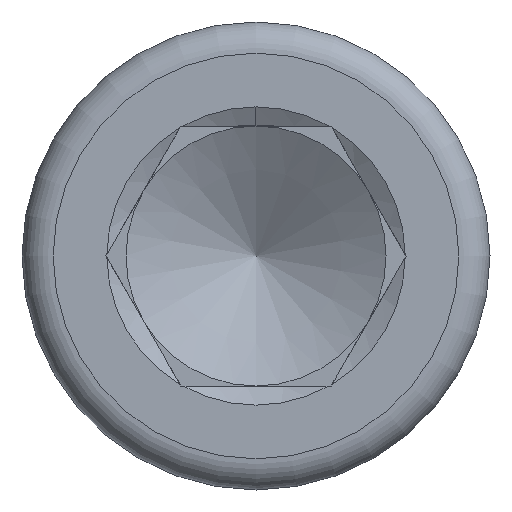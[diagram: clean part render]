
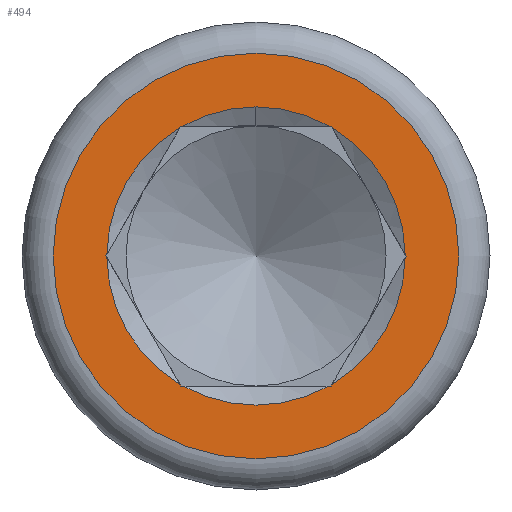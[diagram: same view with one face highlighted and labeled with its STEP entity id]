
A CAD part, left-side view. The second image highlights one B-rep face of the part: STEP entity #494.
In plain terms, the highlighted planar face has unit normal (-1, 0, 0).
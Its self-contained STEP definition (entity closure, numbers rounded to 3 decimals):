
#61=CIRCLE('',#524,5.735);
#62=CIRCLE('',#526,5.735);
#63=CIRCLE('',#528,5.735);
#64=CIRCLE('',#530,5.735);
#65=CIRCLE('',#532,5.735);
#66=CIRCLE('',#534,5.735);
#67=CIRCLE('',#536,7.8);
#68=CIRCLE('',#537,5.735);
#96=VERTEX_POINT('',#741);
#98=VERTEX_POINT('',#744);
#99=VERTEX_POINT('',#750);
#100=VERTEX_POINT('',#751);
#101=VERTEX_POINT('',#757);
#102=VERTEX_POINT('',#758);
#103=VERTEX_POINT('',#764);
#104=VERTEX_POINT('',#765);
#105=VERTEX_POINT('',#771);
#106=VERTEX_POINT('',#772);
#107=VERTEX_POINT('',#778);
#108=VERTEX_POINT('',#779);
#109=VERTEX_POINT('',#785);
#110=VERTEX_POINT('',#787);
#111=VERTEX_POINT('',#788);
#112=VERTEX_POINT('',#791);
#113=VERTEX_POINT('',#794);
#114=VERTEX_POINT('',#797);
#115=VERTEX_POINT('',#800);
#116=VERTEX_POINT('',#803);
#142=VECTOR('',#625,1.);
#143=VECTOR('',#626,1.);
#144=VECTOR('',#627,1.);
#145=VECTOR('',#628,1.);
#146=VECTOR('',#629,1.);
#147=VECTOR('',#630,1.);
#148=VECTOR('',#631,1.);
#149=VECTOR('',#632,1.);
#150=VECTOR('',#633,1.);
#151=VECTOR('',#634,1.);
#152=VECTOR('',#635,1.);
#153=VECTOR('',#636,1.);
#178=LINE('',#786,#142);
#179=LINE('',#789,#143);
#180=LINE('',#790,#144);
#181=LINE('',#792,#145);
#182=LINE('',#793,#146);
#183=LINE('',#795,#147);
#184=LINE('',#796,#148);
#185=LINE('',#798,#149);
#186=LINE('',#799,#150);
#187=LINE('',#801,#151);
#188=LINE('',#802,#152);
#189=LINE('',#804,#153);
#219=EDGE_CURVE('',#98,#96,#61,.T.);
#221=EDGE_CURVE('',#99,#100,#62,.T.);
#223=EDGE_CURVE('',#101,#102,#63,.T.);
#225=EDGE_CURVE('',#103,#104,#64,.F.);
#227=EDGE_CURVE('',#105,#106,#65,.F.);
#229=EDGE_CURVE('',#107,#108,#66,.T.);
#231=EDGE_CURVE('',#109,#109,#67,.T.);
#232=EDGE_CURVE('',#110,#111,#178,.T.);
#233=EDGE_CURVE('',#110,#99,#179,.F.);
#234=EDGE_CURVE('',#112,#100,#180,.T.);
#235=EDGE_CURVE('',#112,#101,#181,.F.);
#236=EDGE_CURVE('',#113,#102,#182,.T.);
#237=EDGE_CURVE('',#113,#104,#183,.F.);
#238=EDGE_CURVE('',#114,#103,#184,.T.);
#239=EDGE_CURVE('',#114,#106,#185,.F.);
#240=EDGE_CURVE('',#115,#105,#186,.T.);
#241=EDGE_CURVE('',#115,#107,#187,.F.);
#242=EDGE_CURVE('',#116,#108,#188,.T.);
#243=EDGE_CURVE('',#116,#98,#189,.F.);
#244=EDGE_CURVE('',#96,#111,#68,.F.);
#303=ORIENTED_EDGE('',*,*,#231,.F.);
#304=ORIENTED_EDGE('',*,*,#232,.F.);
#305=ORIENTED_EDGE('',*,*,#233,.T.);
#306=ORIENTED_EDGE('',*,*,#221,.T.);
#307=ORIENTED_EDGE('',*,*,#234,.F.);
#308=ORIENTED_EDGE('',*,*,#235,.T.);
#309=ORIENTED_EDGE('',*,*,#223,.T.);
#310=ORIENTED_EDGE('',*,*,#236,.F.);
#311=ORIENTED_EDGE('',*,*,#237,.T.);
#312=ORIENTED_EDGE('',*,*,#225,.F.);
#313=ORIENTED_EDGE('',*,*,#238,.F.);
#314=ORIENTED_EDGE('',*,*,#239,.T.);
#315=ORIENTED_EDGE('',*,*,#227,.F.);
#316=ORIENTED_EDGE('',*,*,#240,.F.);
#317=ORIENTED_EDGE('',*,*,#241,.T.);
#318=ORIENTED_EDGE('',*,*,#229,.T.);
#319=ORIENTED_EDGE('',*,*,#242,.F.);
#320=ORIENTED_EDGE('',*,*,#243,.T.);
#321=ORIENTED_EDGE('',*,*,#219,.T.);
#322=ORIENTED_EDGE('',*,*,#244,.T.);
#430=EDGE_LOOP('',(#303));
#431=EDGE_LOOP('',(#304,#305,#306,#307,#308,#309,#310,#311,#312,#313,#314,
#315,#316,#317,#318,#319,#320,#321,#322));
#462=FACE_BOUND('',#430,.T.);
#463=FACE_BOUND('',#431,.T.);
#494=ADVANCED_FACE('',(#462,#463),#875,.F.);
#524=AXIS2_PLACEMENT_3D('',#743,#600,#601);
#526=AXIS2_PLACEMENT_3D('',#749,#604,#605);
#528=AXIS2_PLACEMENT_3D('',#756,#608,#609);
#530=AXIS2_PLACEMENT_3D('',#763,#612,#613);
#532=AXIS2_PLACEMENT_3D('',#770,#616,#617);
#534=AXIS2_PLACEMENT_3D('',#777,#620,#621);
#535=AXIS2_PLACEMENT_3D('',#783,#622,$);
#536=AXIS2_PLACEMENT_3D('',#784,#623,#624);
#537=AXIS2_PLACEMENT_3D('',#805,#637,#638);
#600=DIRECTION('',(1.,0.,0.));
#601=DIRECTION('',(0.,0.,5.735));
#604=DIRECTION('',(1.,0.,0.));
#605=DIRECTION('',(0.,0.,5.735));
#608=DIRECTION('',(1.,0.,0.));
#609=DIRECTION('',(0.,0.,5.735));
#612=DIRECTION('',(1.,0.,0.));
#613=DIRECTION('',(0.,0.,5.735));
#616=DIRECTION('',(1.,0.,0.));
#617=DIRECTION('',(0.,0.,5.735));
#620=DIRECTION('',(1.,0.,0.));
#621=DIRECTION('',(0.,0.,5.735));
#622=DIRECTION('',(1.,0.,0.));
#623=DIRECTION('',(1.,0.,0.));
#624=DIRECTION('',(0.,0.,-7.8));
#625=DIRECTION('',(0.,1.,0.));
#626=DIRECTION('',(0.,0.5,0.866));
#627=DIRECTION('',(0.,0.5,0.866));
#628=DIRECTION('',(0.,-0.5,0.866));
#629=DIRECTION('',(0.,-0.5,0.866));
#630=DIRECTION('',(0.,-1.,0.));
#631=DIRECTION('',(0.,-1.,0.));
#632=DIRECTION('',(0.,-0.5,-0.866));
#633=DIRECTION('',(0.,-0.5,-0.866));
#634=DIRECTION('',(0.,0.5,-0.866));
#635=DIRECTION('',(0.,0.5,-0.866));
#636=DIRECTION('',(0.,1.,0.));
#637=DIRECTION('',(-1.,0.,0.));
#638=DIRECTION('',(0.,0.,5.735));
#741=CARTESIAN_POINT('',(-12.,0.,5.735));
#743=CARTESIAN_POINT('',(-12.,0.,0.));
#744=CARTESIAN_POINT('',(-12.,2.809,5.));
#749=CARTESIAN_POINT('',(-12.,0.,0.));
#750=CARTESIAN_POINT('',(-12.,-2.926,4.933));
#751=CARTESIAN_POINT('',(-12.,-5.735,0.067));
#756=CARTESIAN_POINT('',(-12.,0.,0.));
#757=CARTESIAN_POINT('',(-12.,-5.735,-0.067));
#758=CARTESIAN_POINT('',(-12.,-2.926,-4.933));
#763=CARTESIAN_POINT('',(-12.,0.,0.));
#764=CARTESIAN_POINT('',(-12.,2.809,-5.));
#765=CARTESIAN_POINT('',(-12.,-2.809,-5.));
#770=CARTESIAN_POINT('',(-12.,0.,0.));
#771=CARTESIAN_POINT('',(-12.,5.735,-0.067));
#772=CARTESIAN_POINT('',(-12.,2.926,-4.933));
#777=CARTESIAN_POINT('',(-12.,0.,0.));
#778=CARTESIAN_POINT('',(-12.,5.735,0.067));
#779=CARTESIAN_POINT('',(-12.,2.926,4.933));
#783=CARTESIAN_POINT('',(-12.,0.,0.));
#784=CARTESIAN_POINT('',(-12.,0.,0.));
#785=CARTESIAN_POINT('',(-12.,0.,-7.8));
#786=CARTESIAN_POINT('',(-12.,1.443,5.));
#787=CARTESIAN_POINT('',(-12.,-2.887,5.));
#788=CARTESIAN_POINT('',(-12.,-2.809,5.));
#789=CARTESIAN_POINT('',(-12.,-3.608,3.75));
#790=CARTESIAN_POINT('',(-12.,-3.608,3.75));
#791=CARTESIAN_POINT('',(-12.,-5.774,0.));
#792=CARTESIAN_POINT('',(-12.,-5.052,-1.25));
#793=CARTESIAN_POINT('',(-12.,-5.052,-1.25));
#794=CARTESIAN_POINT('',(-12.,-2.887,-5.));
#795=CARTESIAN_POINT('',(-12.,-1.443,-5.));
#796=CARTESIAN_POINT('',(-12.,-1.443,-5.));
#797=CARTESIAN_POINT('',(-12.,2.887,-5.));
#798=CARTESIAN_POINT('',(-12.,3.608,-3.75));
#799=CARTESIAN_POINT('',(-12.,3.608,-3.75));
#800=CARTESIAN_POINT('',(-12.,5.774,0.));
#801=CARTESIAN_POINT('',(-12.,5.052,1.25));
#802=CARTESIAN_POINT('',(-12.,5.052,1.25));
#803=CARTESIAN_POINT('',(-12.,2.887,5.));
#804=CARTESIAN_POINT('',(-12.,1.443,5.));
#805=CARTESIAN_POINT('',(-12.,0.,0.));
#875=PLANE('',#535);
